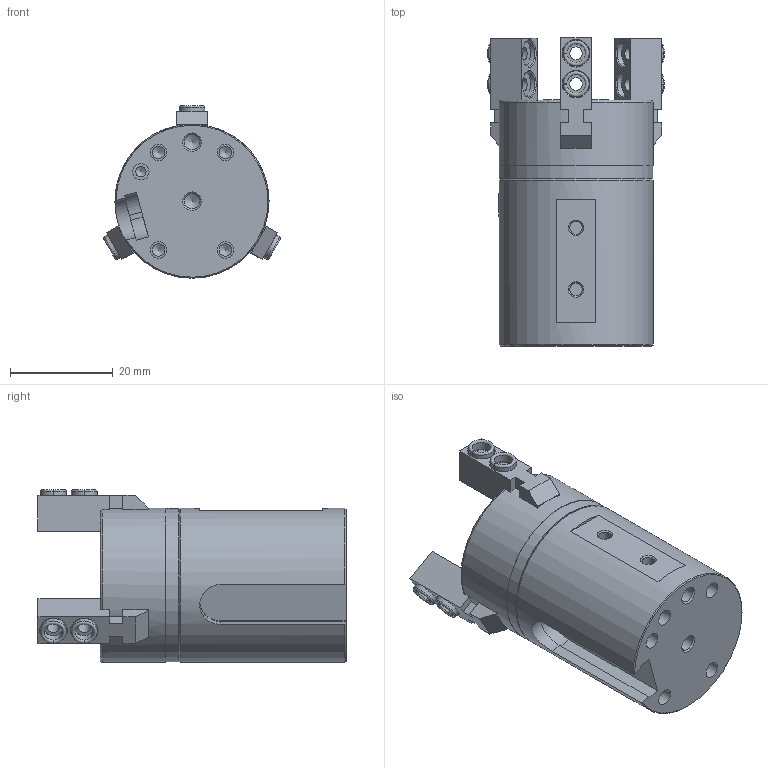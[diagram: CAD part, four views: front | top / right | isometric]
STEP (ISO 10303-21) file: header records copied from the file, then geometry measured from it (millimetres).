
FILE_DESCRIPTION(/* description */ ('STEP AP214'),/* implementation_level */ '2;1');
FILE_NAME(/* name */ '1259492_DHDS-16-A-NC',/* time_stamp */ '2024-08-14T14:46:48+02:00',/* author */ ('License CC BY-ND 4.0'),/* organization */ ('CADENAS'),/* preprocessor_version */ 'ST-DEVELOPER v19.3',/* originating_system */ 'PARTsolutions',/* authorisation */ ' ');
FILE_SCHEMA (('AUTOMOTIVE_DESIGN {1 0 10303 214 3 1 1}'));
Length unit declared in the file: millimetre
Products named in the file (4): 1259492 DHDS-16-A-NC---(0); 1259492 DHDS-16-A-NC---(Geh); 1259492 DHDS-16-A-NC---(Griff); 8146543 ZBH-5-B
Assembly tree (10 placements, depth 2):
  1259492 DHDS-16-A-NC---(0)
    1259492 DHDS-16-A-NC---(Geh)
    1259492 DHDS-16-A-NC---(Griff)  x3
    8146543 ZBH-5-B  x6
Bounding box: 34.45 x 60 x 33.6 mm (x, y, z)
Volume: 33467.4 mm3; surface area: 11907.1 mm2
Topology: 10 solids, 10 shells, 261 faces, 629 edges, 412 vertices
Faces by surface type: plane 165, cylinder 56, cone 25, torus 15
Full cylindrical faces by diameter (mm): 2.013 x1, 2.459 x12, 3 x2, 3.2 x5, 5 x12, 29.9 x1, 30 x2
Entity records: 5054 total; most frequent: CARTESIAN_POINT 767, DIRECTION 721, ORIENTED_EDGE 644, EDGE_CURVE 322, AXIS2_PLACEMENT_3D 252, VERTEX_POINT 239, LINE 217, VECTOR 217
